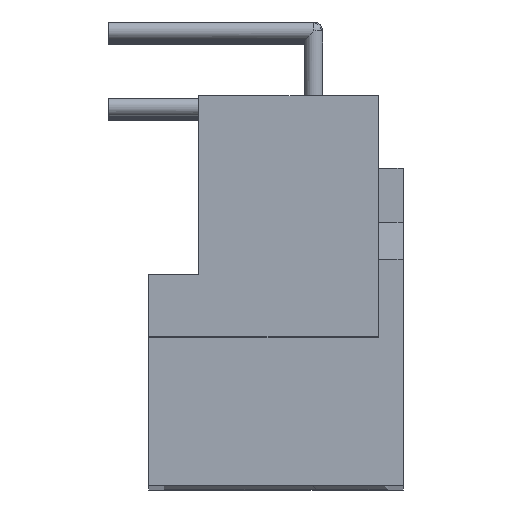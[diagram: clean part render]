
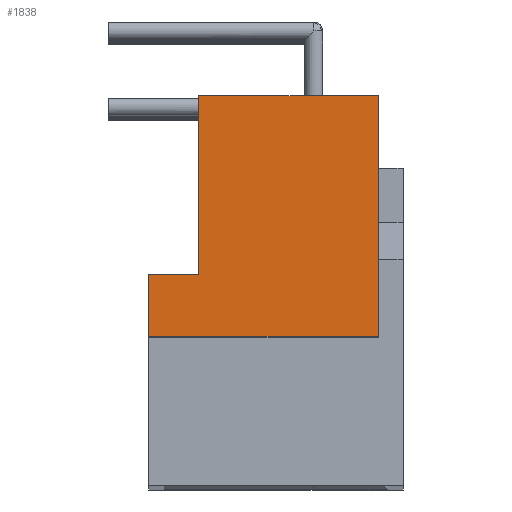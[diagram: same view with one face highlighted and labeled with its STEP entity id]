
A CAD part, top view. The second image highlights one B-rep face of the part: STEP entity #1838.
In plain terms, the highlighted planar face has unit normal (0, 0, 1).
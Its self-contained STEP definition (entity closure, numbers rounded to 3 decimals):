
#426=LINE('',#10467,#542);
#435=LINE('',#10484,#551);
#436=LINE('',#10486,#552);
#437=LINE('',#10489,#553);
#438=LINE('',#10491,#554);
#439=LINE('',#10492,#555);
#542=VECTOR('',#8167,1.);
#551=VECTOR('',#8180,1.);
#552=VECTOR('',#8183,1.);
#553=VECTOR('',#8184,1.);
#554=VECTOR('',#8185,1.);
#555=VECTOR('',#8186,1.);
#1838=ADVANCED_FACE('',(#2249),#2015,.T.);
#2015=PLANE('',#6451);
#2249=FACE_OUTER_BOUND('',#2940,.T.);
#2940=EDGE_LOOP('',(#4029,#4030,#4031,#4032,#4033,#4034));
#4029=ORIENTED_EDGE('',*,*,#5164,.F.);
#4030=ORIENTED_EDGE('',*,*,#5165,.F.);
#4031=ORIENTED_EDGE('',*,*,#5166,.F.);
#4032=ORIENTED_EDGE('',*,*,#5163,.T.);
#4033=ORIENTED_EDGE('',*,*,#5154,.F.);
#4034=ORIENTED_EDGE('',*,*,#5167,.F.);
#4598=VERTEX_POINT('',#10466);
#4599=VERTEX_POINT('',#10468);
#4604=VERTEX_POINT('',#10483);
#4605=VERTEX_POINT('',#10487);
#4606=VERTEX_POINT('',#10488);
#4607=VERTEX_POINT('',#10490);
#5154=EDGE_CURVE('',#4598,#4599,#426,.T.);
#5163=EDGE_CURVE('',#4604,#4599,#435,.T.);
#5164=EDGE_CURVE('',#4605,#4606,#436,.T.);
#5165=EDGE_CURVE('',#4607,#4605,#437,.T.);
#5166=EDGE_CURVE('',#4604,#4607,#438,.T.);
#5167=EDGE_CURVE('',#4606,#4598,#439,.T.);
#6451=AXIS2_PLACEMENT_3D('',#10493,#8187,#8188);
#8167=DIRECTION('',(0.,1.,0.));
#8180=DIRECTION('',(-1.,0.,0.));
#8183=DIRECTION('',(0.,1.,0.));
#8184=DIRECTION('',(-1.,0.,0.));
#8185=DIRECTION('',(0.,-1.,0.));
#8186=DIRECTION('',(1.,0.,0.));
#8187=DIRECTION('',(0.,0.,1.));
#8188=DIRECTION('',(0.,1.,0.));
#10466=CARTESIAN_POINT('',(-2.58,7.05,90.75));
#10467=CARTESIAN_POINT('',(-2.58,7.05,90.75));
#10468=CARTESIAN_POINT('',(-2.58,13.,90.75));
#10483=CARTESIAN_POINT('',(3.42,13.,90.75));
#10484=CARTESIAN_POINT('',(3.42,13.,90.75));
#10486=CARTESIAN_POINT('',(-4.25,4.95,90.75));
#10487=CARTESIAN_POINT('',(-4.25,4.95,90.75));
#10488=CARTESIAN_POINT('',(-4.25,7.05,90.75));
#10489=CARTESIAN_POINT('',(3.42,4.95,90.75));
#10490=CARTESIAN_POINT('',(3.42,4.95,90.75));
#10491=CARTESIAN_POINT('',(3.42,13.,90.75));
#10492=CARTESIAN_POINT('',(-4.25,7.05,90.75));
#10493=CARTESIAN_POINT('',(3.52,4.85,90.75));
